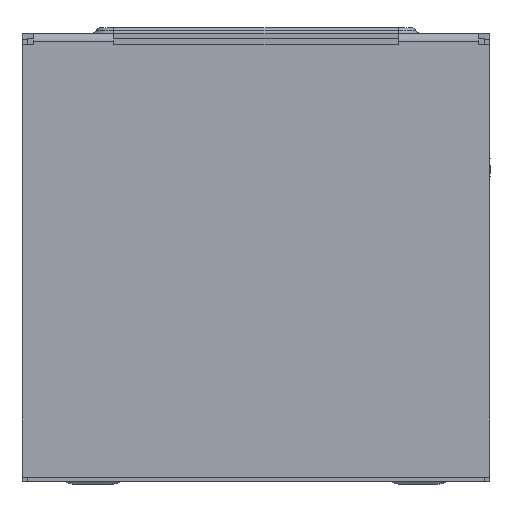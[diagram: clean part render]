
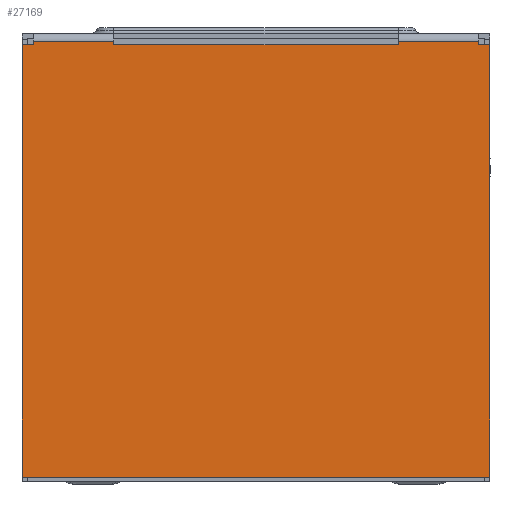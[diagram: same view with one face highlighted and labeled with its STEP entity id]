
A CAD part, top view. The second image highlights one B-rep face of the part: STEP entity #27169.
In plain terms, the highlighted planar face has unit normal (0, 0, 1).
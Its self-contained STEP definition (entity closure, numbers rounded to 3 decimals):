
#313 = VERTEX_POINT ( 'NONE', #24590 ) ;
#979 = VERTEX_POINT ( 'NONE', #10705 ) ;
#1279 = CARTESIAN_POINT ( 'NONE',  ( -7.825, 7.475, 12.85 ) ) ;
#1378 = CARTESIAN_POINT ( 'NONE',  ( 0., 0., 12.85 ) ) ;
#2212 = DIRECTION ( 'NONE',  ( -1., 0., 0. ) ) ;
#2731 = EDGE_CURVE ( 'NONE', #21672, #26928, #27860, .T. ) ;
#3018 = LINE ( 'NONE', #1279, #13055 ) ;
#3382 = VERTEX_POINT ( 'NONE', #4456 ) ;
#3676 = ORIENTED_EDGE ( 'NONE', *, *, #26185, .T. ) ;
#3701 = DIRECTION ( 'NONE',  ( 0., 0., 1. ) ) ;
#3800 = ORIENTED_EDGE ( 'NONE', *, *, #20166, .T. ) ;
#3934 = VECTOR ( 'NONE', #12106, 1000. ) ;
#3958 = CARTESIAN_POINT ( 'NONE',  ( -7.825, 7.875, 12.85 ) ) ;
#4202 = LINE ( 'NONE', #15004, #15717 ) ;
#4456 = CARTESIAN_POINT ( 'NONE',  ( -8.225, 7.475, 12.85 ) ) ;
#4460 = CARTESIAN_POINT ( 'NONE',  ( 5., 7.592, 12.85 ) ) ;
#5432 = ORIENTED_EDGE ( 'NONE', *, *, #28456, .T. ) ;
#5720 = LINE ( 'NONE', #20823, #23743 ) ;
#6291 = CARTESIAN_POINT ( 'NONE',  ( -7.825, 7.592, 12.85 ) ) ;
#6691 = CARTESIAN_POINT ( 'NONE',  ( -5., 7.875, 12.85 ) ) ;
#7245 = CARTESIAN_POINT ( 'NONE',  ( -7.825, 7.475, 12.85 ) ) ;
#7746 = DIRECTION ( 'NONE',  ( 0., 1., 0. ) ) ;
#7858 = CARTESIAN_POINT ( 'NONE',  ( -8.225, -7.725, 12.85 ) ) ;
#7948 = ORIENTED_EDGE ( 'NONE', *, *, #16041, .T. ) ;
#8154 = DIRECTION ( 'NONE',  ( -1., 0., 0. ) ) ;
#8404 = DIRECTION ( 'NONE',  ( 0., -1., 0. ) ) ;
#8523 = EDGE_LOOP ( 'NONE', ( #28476, #15233, #9710, #14970, #9168, #3800, #21238, #11403, #22439, #7948, #3676, #5432 ) ) ;
#9106 = VECTOR ( 'NONE', #8404, 1000. ) ;
#9168 = ORIENTED_EDGE ( 'NONE', *, *, #23276, .T. ) ;
#9710 = ORIENTED_EDGE ( 'NONE', *, *, #10515, .T. ) ;
#9776 = DIRECTION ( 'NONE',  ( -1., 0., 0. ) ) ;
#10112 = CARTESIAN_POINT ( 'NONE',  ( 7.825, 7.475, 12.85 ) ) ;
#10515 = EDGE_CURVE ( 'NONE', #26928, #15901, #25529, .T. ) ;
#10604 = LINE ( 'NONE', #14926, #27819 ) ;
#10660 = LINE ( 'NONE', #24024, #20205 ) ;
#10705 = CARTESIAN_POINT ( 'NONE',  ( 8.225, 7.475, 12.85 ) ) ;
#10859 = CARTESIAN_POINT ( 'NONE',  ( 5., 7.475, 12.85 ) ) ;
#11403 = ORIENTED_EDGE ( 'NONE', *, *, #20345, .T. ) ;
#11901 = FACE_OUTER_BOUND ( 'NONE', #8523, .T. ) ;
#12106 = DIRECTION ( 'NONE',  ( -1., 0., 0. ) ) ;
#12590 = DIRECTION ( 'NONE',  ( 1., 0., 0. ) ) ;
#12841 = VERTEX_POINT ( 'NONE', #26674 ) ;
#13055 = VECTOR ( 'NONE', #9776, 1000. ) ;
#13438 = VERTEX_POINT ( 'NONE', #4460 ) ;
#14900 = VERTEX_POINT ( 'NONE', #19769 ) ;
#14902 = CARTESIAN_POINT ( 'NONE',  ( -7.825, 7.592, 12.85 ) ) ;
#14926 = CARTESIAN_POINT ( 'NONE',  ( -8.225, -7.725, 12.85 ) ) ;
#14970 = ORIENTED_EDGE ( 'NONE', *, *, #19446, .T. ) ;
#15004 = CARTESIAN_POINT ( 'NONE',  ( 5., 7.592, 12.85 ) ) ;
#15233 = ORIENTED_EDGE ( 'NONE', *, *, #2731, .T. ) ;
#15717 = VECTOR ( 'NONE', #17009, 1000. ) ;
#15901 = VERTEX_POINT ( 'NONE', #7245 ) ;
#16041 = EDGE_CURVE ( 'NONE', #12841, #13438, #4202, .T. ) ;
#17009 = DIRECTION ( 'NONE',  ( -1., 0., 0. ) ) ;
#17030 = LINE ( 'NONE', #28418, #21437 ) ;
#17646 = LINE ( 'NONE', #6691, #26216 ) ;
#19446 = EDGE_CURVE ( 'NONE', #15901, #3382, #3018, .T. ) ;
#19769 = CARTESIAN_POINT ( 'NONE',  ( -5., 7.475, 12.85 ) ) ;
#20091 = DIRECTION ( 'NONE',  ( 0., 1., 0. ) ) ;
#20166 = EDGE_CURVE ( 'NONE', #26809, #25659, #10604, .T. ) ;
#20205 = VECTOR ( 'NONE', #24577, 1000. ) ;
#20345 = EDGE_CURVE ( 'NONE', #979, #313, #23614, .T. ) ;
#20418 = CARTESIAN_POINT ( 'NONE',  ( -5., 7.592, 12.85 ) ) ;
#20823 = CARTESIAN_POINT ( 'NONE',  ( 8.225, -7.725, 12.85 ) ) ;
#20899 = EDGE_CURVE ( 'NONE', #25659, #979, #5720, .T. ) ;
#20976 = LINE ( 'NONE', #25128, #22835 ) ;
#20984 = EDGE_CURVE ( 'NONE', #313, #12841, #20976, .T. ) ;
#21219 = CARTESIAN_POINT ( 'NONE',  ( 5., 7.475, 12.85 ) ) ;
#21238 = ORIENTED_EDGE ( 'NONE', *, *, #20899, .T. ) ;
#21437 = VECTOR ( 'NONE', #2212, 1000. ) ;
#21672 = VERTEX_POINT ( 'NONE', #20418 ) ;
#22439 = ORIENTED_EDGE ( 'NONE', *, *, #20984, .T. ) ;
#22835 = VECTOR ( 'NONE', #7746, 1000. ) ;
#23276 = EDGE_CURVE ( 'NONE', #3382, #26809, #10660, .T. ) ;
#23399 = DIRECTION ( 'NONE',  ( 0., -1., 0. ) ) ;
#23614 = LINE ( 'NONE', #10112, #3934 ) ;
#23743 = VECTOR ( 'NONE', #27278, 1000. ) ;
#23830 = EDGE_CURVE ( 'NONE', #14900, #21672, #17646, .T. ) ;
#24024 = CARTESIAN_POINT ( 'NONE',  ( -8.225, -7.725, 12.85 ) ) ;
#24152 = VECTOR ( 'NONE', #23399, 1000. ) ;
#24577 = DIRECTION ( 'NONE',  ( 0., -1., 0. ) ) ;
#24590 = CARTESIAN_POINT ( 'NONE',  ( 7.825, 7.475, 12.85 ) ) ;
#25096 = VERTEX_POINT ( 'NONE', #10859 ) ;
#25128 = CARTESIAN_POINT ( 'NONE',  ( 7.825, 7.875, 12.85 ) ) ;
#25445 = CARTESIAN_POINT ( 'NONE',  ( 8.225, -7.725, 12.85 ) ) ;
#25529 = LINE ( 'NONE', #3958, #24152 ) ;
#25552 = DIRECTION ( 'NONE',  ( 1., 0., 0. ) ) ;
#25612 = VECTOR ( 'NONE', #8154, 1000. ) ;
#25659 = VERTEX_POINT ( 'NONE', #25445 ) ;
#26185 = EDGE_CURVE ( 'NONE', #13438, #25096, #27830, .T. ) ;
#26216 = VECTOR ( 'NONE', #20091, 1000. ) ;
#26358 = AXIS2_PLACEMENT_3D ( 'NONE', #1378, #3701, #12590 ) ;
#26674 = CARTESIAN_POINT ( 'NONE',  ( 7.825, 7.592, 12.85 ) ) ;
#26809 = VERTEX_POINT ( 'NONE', #7858 ) ;
#26928 = VERTEX_POINT ( 'NONE', #14902 ) ;
#27169 = ADVANCED_FACE ( 'NONE', ( #11901 ), #27261, .T. ) ;
#27261 = PLANE ( 'NONE',  #26358 ) ;
#27278 = DIRECTION ( 'NONE',  ( 0., 1., 0. ) ) ;
#27819 = VECTOR ( 'NONE', #25552, 1000. ) ;
#27830 = LINE ( 'NONE', #21219, #9106 ) ;
#27860 = LINE ( 'NONE', #6291, #25612 ) ;
#28418 = CARTESIAN_POINT ( 'NONE',  ( -5., 7.475, 12.85 ) ) ;
#28456 = EDGE_CURVE ( 'NONE', #25096, #14900, #17030, .T. ) ;
#28476 = ORIENTED_EDGE ( 'NONE', *, *, #23830, .T. ) ;
